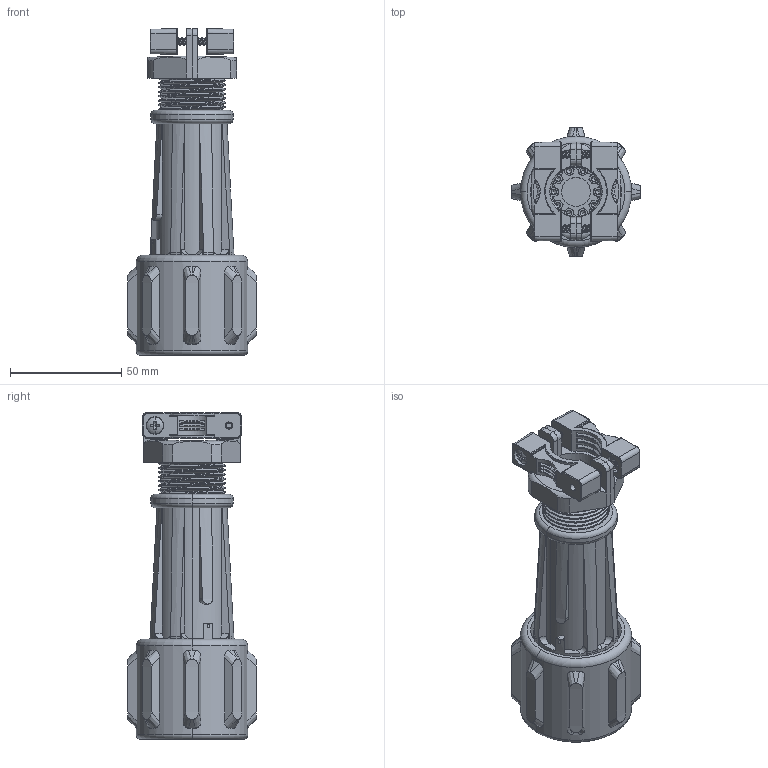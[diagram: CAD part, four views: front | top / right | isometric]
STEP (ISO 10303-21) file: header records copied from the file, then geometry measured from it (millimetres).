
FILE_DESCRIPTION(('STEP AP242'),'1');
FILE_NAME('pxa911-10-s.stp','2024-05-01T22:26:13',('TraceParts'),('TraceParts S.A.'),'Spatial InterOp 3D',' ',' ');
FILE_SCHEMA(('AP242_MANAGED_MODEL_BASED_3D_ENGINEERING_MIM_LF {1 0 10303 442 1 1 4}'));
Length unit declared in the file: millimetre
Products named in the file (1): pxa911-10-s_1
Bounding box: 58 x 58 x 146.75 mm (x, y, z)
Volume: 117785.9 mm3; surface area: 77745.2 mm2
Topology: 2 solids, 2 shells, 2107 faces, 5703 edges, 3649 vertices
Faces by surface type: plane 1140, cylinder 479, cone 230, bspline 145, torus 101, sphere 12
Entity records: 109977 total; most frequent: CARTESIAN_POINT 59041, ORIENTED_EDGE 11286, DIRECTION 9539, EDGE_CURVE 5643, VERTEX_POINT 3649, LINE 3467, VECTOR 3467, AXIS2_PLACEMENT_3D 3036
